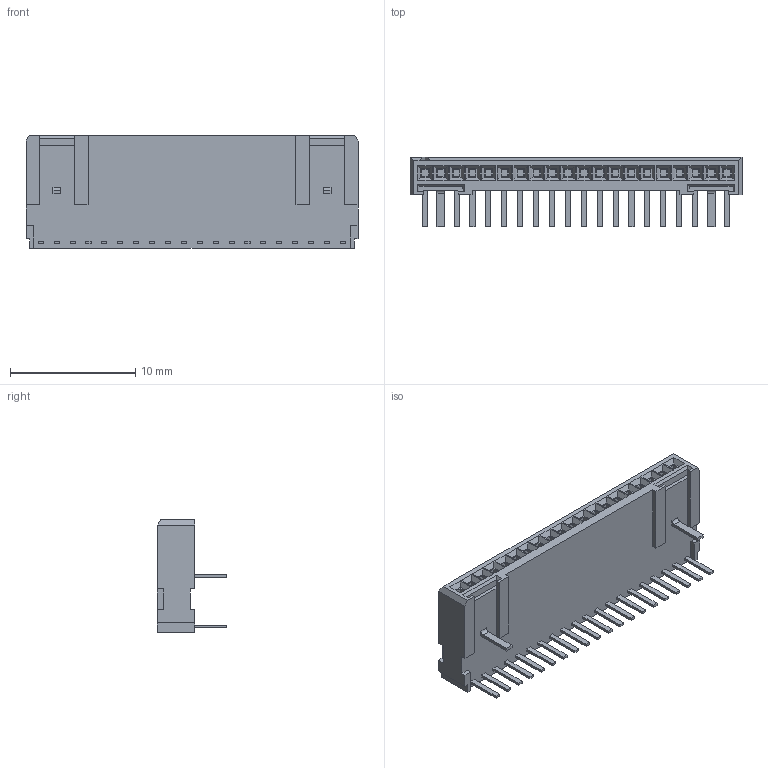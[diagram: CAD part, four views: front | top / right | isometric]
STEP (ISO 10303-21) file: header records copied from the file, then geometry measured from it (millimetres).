
FILE_DESCRIPTION((''),'2;1');
FILE_NAME('C-104196-5','2015-06-05T',('workeradm'),('Tyco Electronics Ltd.'),'PRO/ENGINEER BY PARAMETRIC TECHNOLOGY CORPORATION, 2014090','PRO/ENGINEER BY PARAMETRIC TECHNOLOGY CORPORATION, 2014090','');
FILE_SCHEMA(('AUTOMOTIVE_DESIGN { 1 0 10303 214 1 1 1 1 }'));
Length unit declared in the file: millimetre
Products named in the file (1): C-104196-5
Bounding box: 26.52 x 5.51 x 9.02 mm (x, y, z)
Volume: 612.9 mm3; surface area: 845 mm2
Topology: 1 solids, 1 shells, 481 faces, 1175 edges, 778 vertices
Faces by surface type: plane 477, cylinder 4
Entity records: 13985 total; most frequent: CARTESIAN_POINT 2436, ORIENTED_EDGE 2350, DIRECTION 2145, EDGE_CURVE 1175, VECTOR 1167, LINE 1167, VERTEX_POINT 778, EDGE_LOOP 563
